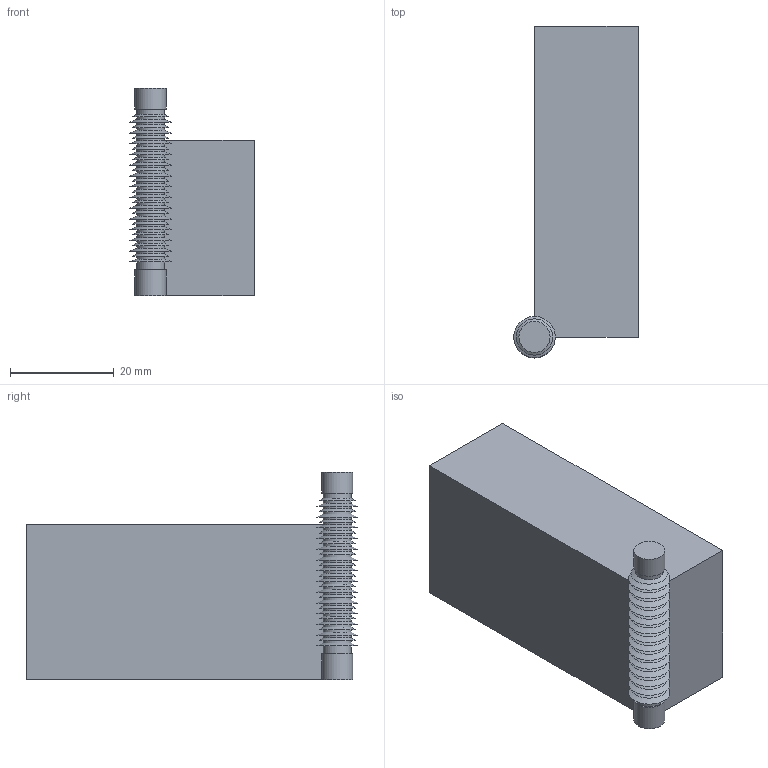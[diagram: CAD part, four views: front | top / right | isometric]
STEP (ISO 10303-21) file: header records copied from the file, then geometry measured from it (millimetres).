
FILE_DESCRIPTION(('Open CASCADE Model'),'2;1');
FILE_NAME('Open CASCADE Shape Model','2017-07-10T17:09:23',('Author'),( 'Open CASCADE'),'Open CASCADE STEP processor 6.9','Open CASCADE 6.9' ,'Unknown');
FILE_SCHEMA(('AUTOMOTIVE_DESIGN { 1 0 10303 214 1 1 1 1 }'));
Length unit declared in the file: millimetre
Products named in the file (2): Open CASCADE STEP translator 6.9 1; Open CASCADE STEP translator 6.9 2
Bounding box: 24 x 64 x 40 mm (x, y, z)
Volume: 37119 mm3; surface area: 8985.3 mm2
Topology: 2 solids, 2 shells, 97 faces, 161 edges, 98 vertices
Faces by surface type: plane 38, cylinder 31, cone 28
Full cylindrical faces by diameter (mm): 5.4 x29, 6 x2
Entity records: 4372 total; most frequent: DIRECTION 769, CARTESIAN_POINT 679, LINE 331, VECTOR 331, ORIENTED_EDGE 322, PCURVE 322, DEFINITIONAL_REPRESENTATION 322, AXIS2_PLACEMENT_3D 188
